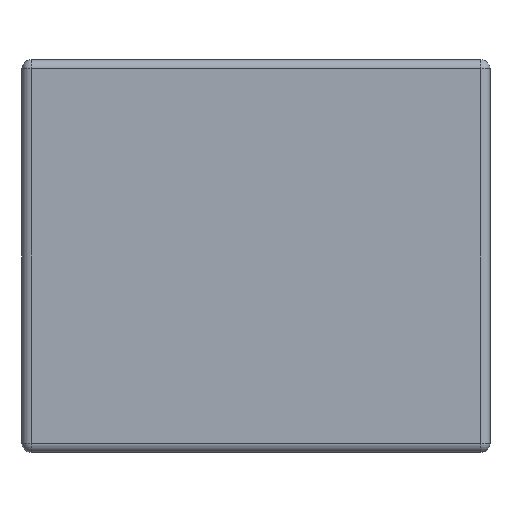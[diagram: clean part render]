
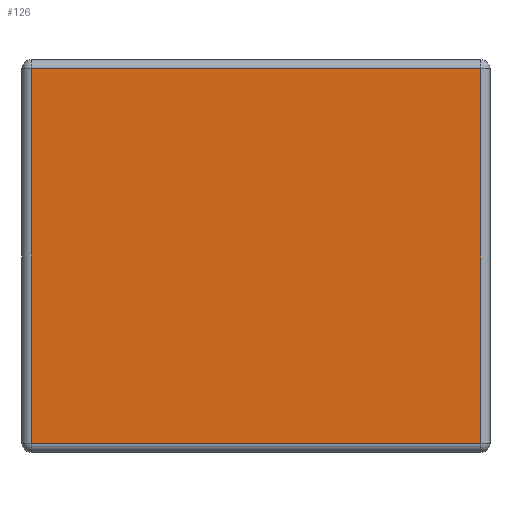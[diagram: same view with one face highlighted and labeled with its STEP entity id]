
A CAD part, left-side view. The second image highlights one B-rep face of the part: STEP entity #126.
In plain terms, the highlighted planar face has unit normal (-1, 0, 0).
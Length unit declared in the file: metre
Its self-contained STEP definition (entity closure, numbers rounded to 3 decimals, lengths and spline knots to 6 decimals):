
#126 = ADVANCED_FACE( '', ( #266 ), #267, .F. );
#266 = FACE_OUTER_BOUND( '', #421, .T. );
#267 = PLANE( '', #422 );
#421 = EDGE_LOOP( '', ( #680, #681, #682, #683 ) );
#422 = AXIS2_PLACEMENT_3D( '', #684, #685, #686 );
#680 = ORIENTED_EDGE( '', *, *, #939, .T. );
#681 = ORIENTED_EDGE( '', *, *, #963, .T. );
#682 = ORIENTED_EDGE( '', *, *, #934, .T. );
#683 = ORIENTED_EDGE( '', *, *, #921, .T. );
#684 = CARTESIAN_POINT( '', ( -0.0016, -0.00125, 0.00105 ) );
#685 = DIRECTION( '', ( 1., 0., 0. ) );
#686 = DIRECTION( '', ( 0., 0., -1. ) );
#921 = EDGE_CURVE( '', #1092, #1098, #1100, .F. );
#934 = EDGE_CURVE( '', #1118, #1092, #1119, .F. );
#939 = EDGE_CURVE( '', #1098, #1086, #1125, .T. );
#963 = EDGE_CURVE( '', #1086, #1118, #1158, .T. );
#1086 = VERTEX_POINT( '', #1309 );
#1092 = VERTEX_POINT( '', #1315 );
#1098 = VERTEX_POINT( '', #1322 );
#1100 = LINE( '', #1324, #1325 );
#1118 = VERTEX_POINT( '', #1350 );
#1119 = LINE( '', #1351, #1352 );
#1125 = LINE( '', #1359, #1360 );
#1158 = LINE( '', #1402, #1403 );
#1309 = CARTESIAN_POINT( '', ( -0.0016, 0.0012, 0.00205 ) );
#1315 = CARTESIAN_POINT( '', ( -0.0016, -0.0012, 0.00005 ) );
#1322 = CARTESIAN_POINT( '', ( -0.0016, -0.0012, 0.00205 ) );
#1324 = CARTESIAN_POINT( '', ( -0.0016, -0.0012, 0.0021 ) );
#1325 = VECTOR( '', #1537, 1. );
#1350 = CARTESIAN_POINT( '', ( -0.0016, 0.0012, 0.00005 ) );
#1351 = CARTESIAN_POINT( '', ( -0.0016, -0.00125, 0.00005 ) );
#1352 = VECTOR( '', #1548, 1. );
#1359 = CARTESIAN_POINT( '', ( -0.0016, -0.00125, 0.00205 ) );
#1360 = VECTOR( '', #1556, 1. );
#1402 = CARTESIAN_POINT( '', ( -0.0016, 0.0012, 0.00105 ) );
#1403 = VECTOR( '', #1587, 1. );
#1537 = DIRECTION( '', ( 0., 0., -1. ) );
#1548 = DIRECTION( '', ( 0., 1., 0. ) );
#1556 = DIRECTION( '', ( 0., 1., 0. ) );
#1587 = DIRECTION( '', ( 0., 0., -1. ) );
